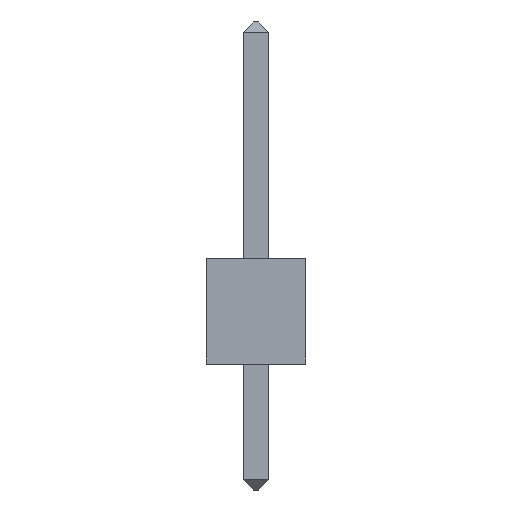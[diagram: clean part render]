
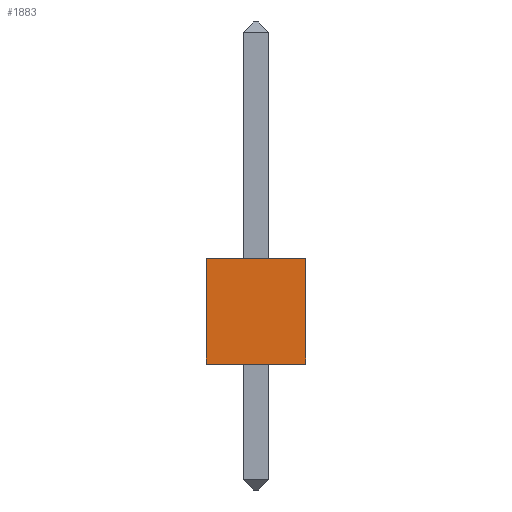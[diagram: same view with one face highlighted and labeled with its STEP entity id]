
A CAD part, left-side view. The second image highlights one B-rep face of the part: STEP entity #1883.
In plain terms, the highlighted planar face has unit normal (-1, 0, 0).
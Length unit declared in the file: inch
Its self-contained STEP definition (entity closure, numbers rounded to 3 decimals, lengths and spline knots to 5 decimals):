
#1263=CARTESIAN_POINT('',(-0.05,0.05,0.10591));
#1264=VERTEX_POINT('',#1263);
#1271=CARTESIAN_POINT('',(-0.05,-0.05,0.10591));
#1272=VERTEX_POINT('',#1271);
#1273=CARTESIAN_POINT('',(-0.05,-0.05,0.10591));
#1274=DIRECTION('',(-0.,1.,0.));
#1275=VECTOR('',#1274,0.1);
#1276=LINE('',#1273,#1275);
#1277=EDGE_CURVE('',#1272,#1264,#1276,.T.);
#1813=CARTESIAN_POINT('',(-0.05,-0.05,0.));
#1814=VERTEX_POINT('',#1813);
#1821=CARTESIAN_POINT('',(-0.05,0.05,0.));
#1822=VERTEX_POINT('',#1821);
#1823=CARTESIAN_POINT('',(-0.05,-0.05,0.));
#1824=DIRECTION('',(-0.,1.,0.));
#1825=VECTOR('',#1824,0.1);
#1826=LINE('',#1823,#1825);
#1827=EDGE_CURVE('',#1814,#1822,#1826,.T.);
#1845=CARTESIAN_POINT('',(-0.05,-0.05,0.));
#1846=DIRECTION('',(0.,-0.,1.));
#1847=VECTOR('',#1846,0.10591);
#1848=LINE('',#1845,#1847);
#1849=EDGE_CURVE('',#1814,#1272,#1848,.T.);
#1867=CARTESIAN_POINT('',(-0.05,-0.05,0.));
#1868=DIRECTION('',(1.,0.,0.));
#1869=DIRECTION('',(0.,1.,0.));
#1870=AXIS2_PLACEMENT_3D('',#1867,#1868,#1869);
#1871=PLANE('',#1870);
#1872=ORIENTED_EDGE('',*,*,#1277,.T.);
#1873=CARTESIAN_POINT('',(-0.05,0.05,0.));
#1874=DIRECTION('',(0.,-0.,1.));
#1875=VECTOR('',#1874,0.10591);
#1876=LINE('',#1873,#1875);
#1877=EDGE_CURVE('',#1822,#1264,#1876,.T.);
#1878=ORIENTED_EDGE('',*,*,#1877,.F.);
#1879=ORIENTED_EDGE('',*,*,#1827,.F.);
#1880=ORIENTED_EDGE('',*,*,#1849,.T.);
#1881=EDGE_LOOP('',(#1872,#1878,#1879,#1880));
#1882=FACE_BOUND('',#1881,.T.);
#1883=ADVANCED_FACE('',(#1882),#1871,.F.);
